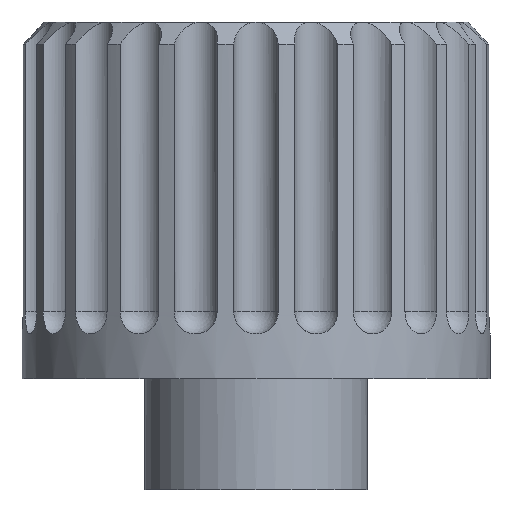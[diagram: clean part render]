
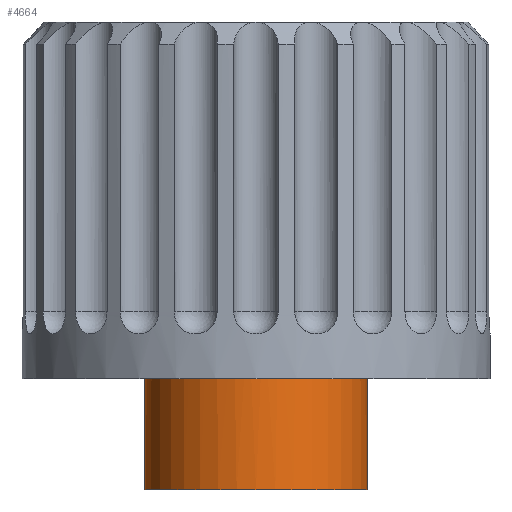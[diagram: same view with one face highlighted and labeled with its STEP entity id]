
A CAD part, front view. The second image highlights one B-rep face of the part: STEP entity #4664.
In plain terms, the highlighted cylindrical face has radius 5 mm (diameter 10 mm), a partial arc.
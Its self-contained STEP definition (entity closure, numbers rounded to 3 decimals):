
#4 = DIRECTION ( 'NONE',  ( 0., 0., 1. ) ) ;
#6 = VERTEX_POINT ( 'NONE', #2595 ) ;
#29 = CARTESIAN_POINT ( 'NONE',  ( 13.983, 122.598, -13. ) ) ;
#81 = ORIENTED_EDGE ( 'NONE', *, *, #6309, .F. ) ;
#142 = EDGE_CURVE ( 'NONE', #658, #2844, #5354, .T. ) ;
#402 = ORIENTED_EDGE ( 'NONE', *, *, #5376, .F. ) ;
#471 = ORIENTED_EDGE ( 'NONE', *, *, #5178, .T. ) ;
#521 = VERTEX_POINT ( 'NONE', #4694 ) ;
#658 = VERTEX_POINT ( 'NONE', #2894 ) ;
#686 = DIRECTION ( 'NONE',  ( -1., 0., 0. ) ) ;
#714 = FACE_OUTER_BOUND ( 'NONE', #3018, .T. ) ;
#816 = ORIENTED_EDGE ( 'NONE', *, *, #2752, .T. ) ;
#859 = DIRECTION ( 'NONE',  ( -1., 0., 0. ) ) ;
#902 = VECTOR ( 'NONE', #2255, 1000. ) ;
#914 = LINE ( 'NONE', #5907, #3996 ) ;
#996 = CIRCLE ( 'NONE', #4517, 5. ) ;
#1066 = CARTESIAN_POINT ( 'NONE',  ( 18.882, 123.598, -3.5 ) ) ;
#1097 = EDGE_CURVE ( 'NONE', #658, #5141, #996, .T. ) ;
#1110 = AXIS2_PLACEMENT_3D ( 'NONE', #1066, #1994, #3490 ) ;
#1208 = CIRCLE ( 'NONE', #1110, 5. ) ;
#1403 = DIRECTION ( 'NONE',  ( 0., 0., -1. ) ) ;
#1527 = CARTESIAN_POINT ( 'NONE',  ( 18.882, 123.598, -21. ) ) ;
#1532 = CIRCLE ( 'NONE', #3174, 5. ) ;
#1584 = DIRECTION ( 'NONE',  ( 0., 0., -1. ) ) ;
#1626 = CIRCLE ( 'NONE', #5259, 5. ) ;
#1703 = DIRECTION ( 'NONE',  ( 1., 0., 0. ) ) ;
#1710 = LINE ( 'NONE', #3682, #902 ) ;
#1769 = DIRECTION ( 'NONE',  ( 0., 0., 1. ) ) ;
#1800 = ORIENTED_EDGE ( 'NONE', *, *, #6289, .F. ) ;
#1803 = VECTOR ( 'NONE', #4, 1000. ) ;
#1835 = DIRECTION ( 'NONE',  ( -1., 0., 0. ) ) ;
#1849 = VERTEX_POINT ( 'NONE', #29 ) ;
#1895 = LINE ( 'NONE', #6354, #3070 ) ;
#1994 = DIRECTION ( 'NONE',  ( 0., 0., -1. ) ) ;
#2120 = AXIS2_PLACEMENT_3D ( 'NONE', #3707, #1769, #1703 ) ;
#2156 = ORIENTED_EDGE ( 'NONE', *, *, #142, .T. ) ;
#2255 = DIRECTION ( 'NONE',  ( 0., 0., 1. ) ) ;
#2282 = CARTESIAN_POINT ( 'NONE',  ( 23.781, 122.598, -13. ) ) ;
#2388 = ORIENTED_EDGE ( 'NONE', *, *, #6229, .T. ) ;
#2427 = DIRECTION ( 'NONE',  ( 0., 0., 1. ) ) ;
#2462 = CARTESIAN_POINT ( 'NONE',  ( 13.882, 123.598, -13. ) ) ;
#2492 = CARTESIAN_POINT ( 'NONE',  ( 23.781, 122.598, -3.5 ) ) ;
#2519 = CARTESIAN_POINT ( 'NONE',  ( 23.882, 123.598, -13. ) ) ;
#2571 = VERTEX_POINT ( 'NONE', #2492 ) ;
#2595 = CARTESIAN_POINT ( 'NONE',  ( 17.882, 118.699, -3.5 ) ) ;
#2613 = CARTESIAN_POINT ( 'NONE',  ( 13.983, 122.598, -3.5 ) ) ;
#2621 = CARTESIAN_POINT ( 'NONE',  ( 18.882, 123.598, -13. ) ) ;
#2742 = CARTESIAN_POINT ( 'NONE',  ( 19.882, 118.699, -3.5 ) ) ;
#2752 = EDGE_CURVE ( 'NONE', #521, #6, #3712, .T. ) ;
#2756 = ORIENTED_EDGE ( 'NONE', *, *, #5534, .F. ) ;
#2844 = VERTEX_POINT ( 'NONE', #5349 ) ;
#2869 = EDGE_CURVE ( 'NONE', #5071, #1849, #5687, .T. ) ;
#2887 = VERTEX_POINT ( 'NONE', #2282 ) ;
#2894 = CARTESIAN_POINT ( 'NONE',  ( 23.882, 123.598, -21. ) ) ;
#2934 = VECTOR ( 'NONE', #5221, 1000. ) ;
#2993 = ORIENTED_EDGE ( 'NONE', *, *, #2869, .F. ) ;
#3008 = DIRECTION ( 'NONE',  ( -1., 0., 0. ) ) ;
#3018 = EDGE_LOOP ( 'NONE', ( #5623, #4409, #2156, #1800, #471, #2388, #2756, #81, #816, #3062, #402, #2993 ) ) ;
#3062 = ORIENTED_EDGE ( 'NONE', *, *, #5689, .T. ) ;
#3070 = VECTOR ( 'NONE', #3779, 1000. ) ;
#3174 = AXIS2_PLACEMENT_3D ( 'NONE', #4391, #1403, #859 ) ;
#3272 = VECTOR ( 'NONE', #3553, 1000. ) ;
#3490 = DIRECTION ( 'NONE',  ( -1., 0., 0. ) ) ;
#3553 = DIRECTION ( 'NONE',  ( 0., 0., 1. ) ) ;
#3585 = CIRCLE ( 'NONE', #4424, 5. ) ;
#3602 = AXIS2_PLACEMENT_3D ( 'NONE', #5380, #5829, #1835 ) ;
#3682 = CARTESIAN_POINT ( 'NONE',  ( 13.983, 122.598, -13. ) ) ;
#3707 = CARTESIAN_POINT ( 'NONE',  ( 18.882, 123.598, -13. ) ) ;
#3712 = LINE ( 'NONE', #6129, #2934 ) ;
#3779 = DIRECTION ( 'NONE',  ( 0., 0., 1. ) ) ;
#3920 = CARTESIAN_POINT ( 'NONE',  ( 13.882, 123.598, -21. ) ) ;
#3974 = LINE ( 'NONE', #4562, #3272 ) ;
#3996 = VECTOR ( 'NONE', #2427, 1000. ) ;
#4083 = DIRECTION ( 'NONE',  ( -1., 0., 0. ) ) ;
#4391 = CARTESIAN_POINT ( 'NONE',  ( 18.882, 123.598, -3.5 ) ) ;
#4409 = ORIENTED_EDGE ( 'NONE', *, *, #1097, .F. ) ;
#4424 = AXIS2_PLACEMENT_3D ( 'NONE', #2621, #4572, #686 ) ;
#4508 = CARTESIAN_POINT ( 'NONE',  ( 18.882, 123.598, -13. ) ) ;
#4517 = AXIS2_PLACEMENT_3D ( 'NONE', #1527, #1584, #3008 ) ;
#4562 = CARTESIAN_POINT ( 'NONE',  ( 13.882, 123.598, -13. ) ) ;
#4572 = DIRECTION ( 'NONE',  ( 0., 0., 1. ) ) ;
#4633 = VERTEX_POINT ( 'NONE', #2613 ) ;
#4664 = ADVANCED_FACE ( 'NONE', ( #714 ), #6152, .T. ) ;
#4694 = CARTESIAN_POINT ( 'NONE',  ( 17.882, 118.699, -13. ) ) ;
#4702 = CARTESIAN_POINT ( 'NONE',  ( 19.882, 118.699, -13. ) ) ;
#4749 = VERTEX_POINT ( 'NONE', #2742 ) ;
#5071 = VERTEX_POINT ( 'NONE', #2462 ) ;
#5097 = DIRECTION ( 'NONE',  ( 0., 0., 1. ) ) ;
#5141 = VERTEX_POINT ( 'NONE', #3920 ) ;
#5178 = EDGE_CURVE ( 'NONE', #2887, #2571, #914, .T. ) ;
#5221 = DIRECTION ( 'NONE',  ( 0., 0., 1. ) ) ;
#5259 = AXIS2_PLACEMENT_3D ( 'NONE', #4508, #5097, #4083 ) ;
#5349 = CARTESIAN_POINT ( 'NONE',  ( 23.882, 123.598, -13. ) ) ;
#5354 = LINE ( 'NONE', #2519, #1803 ) ;
#5376 = EDGE_CURVE ( 'NONE', #1849, #4633, #1710, .T. ) ;
#5380 = CARTESIAN_POINT ( 'NONE',  ( 18.882, 123.598, -13. ) ) ;
#5534 = EDGE_CURVE ( 'NONE', #6408, #4749, #1895, .T. ) ;
#5584 = EDGE_CURVE ( 'NONE', #5141, #5071, #3974, .T. ) ;
#5623 = ORIENTED_EDGE ( 'NONE', *, *, #5584, .F. ) ;
#5687 = CIRCLE ( 'NONE', #3602, 5. ) ;
#5689 = EDGE_CURVE ( 'NONE', #6, #4633, #1208, .T. ) ;
#5829 = DIRECTION ( 'NONE',  ( 0., 0., 1. ) ) ;
#5907 = CARTESIAN_POINT ( 'NONE',  ( 23.781, 122.598, -13. ) ) ;
#6129 = CARTESIAN_POINT ( 'NONE',  ( 17.882, 118.699, -13. ) ) ;
#6152 = CYLINDRICAL_SURFACE ( 'NONE', #2120, 5. ) ;
#6229 = EDGE_CURVE ( 'NONE', #2571, #4749, #1532, .T. ) ;
#6289 = EDGE_CURVE ( 'NONE', #2887, #2844, #3585, .T. ) ;
#6309 = EDGE_CURVE ( 'NONE', #521, #6408, #1626, .T. ) ;
#6354 = CARTESIAN_POINT ( 'NONE',  ( 19.882, 118.699, -13. ) ) ;
#6408 = VERTEX_POINT ( 'NONE', #4702 ) ;
